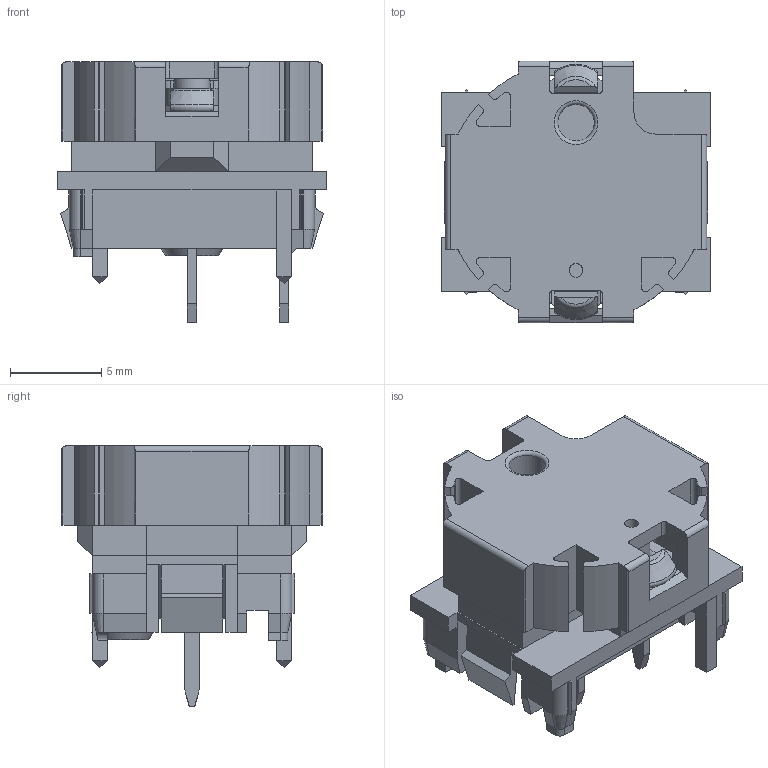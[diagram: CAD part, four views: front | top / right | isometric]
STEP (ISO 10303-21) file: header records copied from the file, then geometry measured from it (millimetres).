
FILE_DESCRIPTION((' '),'2;1');
FILE_NAME( '6425.1101.stp', '2024-08-31T13:30:41', (' '), ('--- ---'), ' V2024.3 Jun 21 2024', ' 2024 (c)', ' ');
FILE_SCHEMA(('AP242_MANAGED_MODEL_BASED_3D_ENGINEERING_MIM_LF { 1 0 10303 442 1 1 4 }'));
Length unit declared in the file: millimetre
Products named in the file (1): 64251101_01_DK_999
Bounding box: 14.8 x 14.35 x 14.28 mm (x, y, z)
Volume: 941.9 mm3; surface area: 1868.6 mm2
Topology: 1 solids, 1 shells, 386 faces, 1068 edges, 685 vertices
Faces by surface type: plane 283, cylinder 81, cone 12, torus 9, bspline 1
Full cylindrical faces by diameter (mm): 0.75 x2, 2 x3, 2.1 x1, 2.3 x1, 3 x1, 3.1 x1
Entity records: 12663 total; most frequent: CARTESIAN_POINT 2419, ORIENTED_EDGE 2094, DIRECTION 2048, EDGE_CURVE 1047, VECTOR 820, LINE 820, VERTEX_POINT 681, AXIS2_PLACEMENT_3D 614
